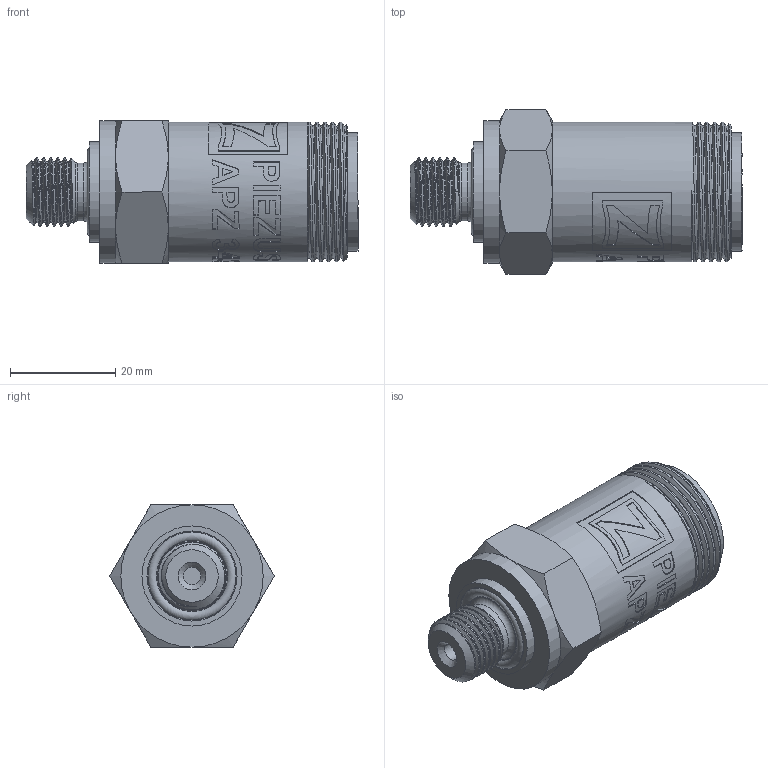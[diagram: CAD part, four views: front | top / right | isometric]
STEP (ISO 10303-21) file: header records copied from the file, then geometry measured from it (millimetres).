
FILE_DESCRIPTION(/* description */ (''),/* implementation_level */ '2;1');
FILE_NAME(/* name */ 'APZ3421_G1''4DIN_DIN43650A.step',/* time_stamp */ '2021-06-23T13:47:13+03:00',/* author */ (''),/* organization */ (''),/* preprocessor_version */ 'ST-DEVELOPER v18.1',/* originating_system */ 'Autodesk Translation Framework v10.9.0.1377',/* authorisation */ '');
FILE_SCHEMA (('AUTOMOTIVE_DESIGN { 1 0 10303 214 3 1 1 }'));
Length unit declared in the file: millimetre
Products named in the file (2): APZ3421_G1'4DIN_DIN43650A; G 1/4 DIN
Assembly tree (1 placements, depth 2):
  APZ3421_G1'4DIN_DIN43650A
    G 1/4 DIN
Bounding box: 63 x 31.18 x 27 mm (x, y, z)
Volume: 28987.3 mm3; surface area: 7171.1 mm2
Topology: 2 solids, 2 shells, 326 faces, 894 edges, 594 vertices
Faces by surface type: bspline 226, cylinder 45, plane 27, cone 21, torus 7
Full cylindrical faces by diameter (mm): 3.3 x1, 11 x1, 11.445 x5, 16.7 x1, 19 x1, 22.4 x1, 25.132 x4, 26.5 x5, 27 x1
Entity records: 26108 total; most frequent: CARTESIAN_POINT 19068, ORIENTED_EDGE 1788, EDGE_CURVE 894, DIRECTION 866, VERTEX_POINT 594, B_SPLINE_CURVE_WITH_KNOTS 364, LINE 352, VECTOR 352
